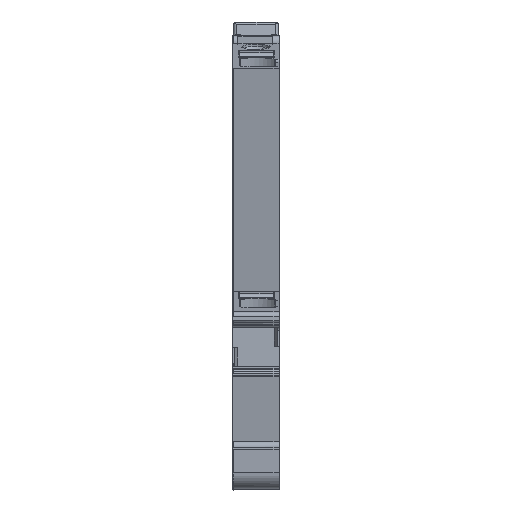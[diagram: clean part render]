
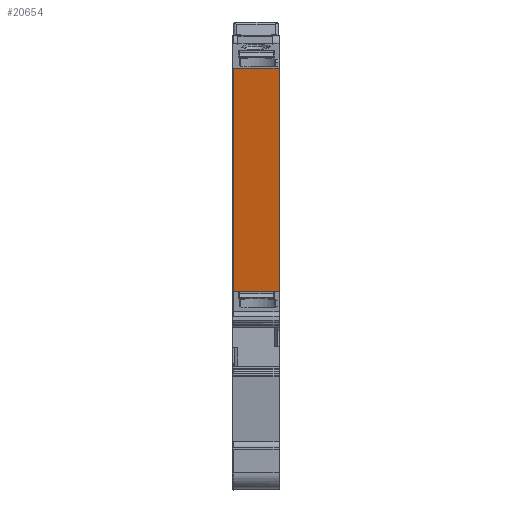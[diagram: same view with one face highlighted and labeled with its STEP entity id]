
A CAD part, front view. The second image highlights one B-rep face of the part: STEP entity #20654.
In plain terms, the highlighted planar face has unit normal (0, -0.983, -0.183).
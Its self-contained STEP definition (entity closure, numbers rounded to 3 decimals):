
#20641=AXIS2_PLACEMENT_3D('Plane Axis2P3D',#20638,#20639,#20640) ;
#5057=CARTESIAN_POINT('Vertex',(5.1,9.276,46.554)) ;
#5060=CARTESIAN_POINT('Line Origine',(5.1,11.569,34.227)) ;
#5064=CARTESIAN_POINT('Vertex',(5.1,13.861,21.9)) ;
#15365=CARTESIAN_POINT('Vertex',(0.05,13.861,21.9)) ;
#15391=CARTESIAN_POINT('Control Point',(0.05,9.276,46.554)) ;
#15392=CARTESIAN_POINT('Control Point',(0.05,10.193,41.623)) ;
#15393=CARTESIAN_POINT('Control Point',(0.05,11.11,36.692)) ;
#15394=CARTESIAN_POINT('Control Point',(0.05,12.027,31.762)) ;
#15395=CARTESIAN_POINT('Control Point',(0.05,12.944,26.831)) ;
#15396=CARTESIAN_POINT('Control Point',(0.05,13.861,21.9)) ;
#15397=CARTESIAN_POINT('Vertex',(0.05,9.276,46.554)) ;
#15412=CARTESIAN_POINT('Line Origine',(2.575,9.276,46.554)) ;
#20638=CARTESIAN_POINT('Axis2P3D Location',(0.,13.861,21.9)) ;
#20643=CARTESIAN_POINT('Line Origine',(2.575,13.861,21.9)) ;
#5061=DIRECTION('Vector Direction',(0.,-0.183,0.983)) ;
#15413=DIRECTION('Vector Direction',(1.,0.,0.)) ;
#20639=DIRECTION('Axis2P3D Direction',(0.,0.983,0.183)) ;
#20640=DIRECTION('Axis2P3D XDirection',(0.,-0.183,0.983)) ;
#20644=DIRECTION('Vector Direction',(1.,0.,0.)) ;
#5062=VECTOR('Line Direction',#5061,1.) ;
#15414=VECTOR('Line Direction',#15413,1.) ;
#20645=VECTOR('Line Direction',#20644,1.) ;
#20649=ORIENTED_EDGE('',*,*,#15399,.F.) ;
#20650=ORIENTED_EDGE('',*,*,#20647,.T.) ;
#20651=ORIENTED_EDGE('',*,*,#5066,.T.) ;
#20652=ORIENTED_EDGE('',*,*,#15416,.F.) ;
#20654=ADVANCED_FACE('MLD',(#20653),#20642,.F.) ;
#15390=B_SPLINE_CURVE_WITH_KNOTS('',5,(#15391,#15392,#15393,#15394,#15395,#15396),.UNSPECIFIED.,.F.,.U.,(6,6),(0.,25.077),.UNSPECIFIED.) ;
#5066=EDGE_CURVE('',#5065,#5058,#5063,.T.) ;
#15399=EDGE_CURVE('',#15366,#15398,#15390,.F.) ;
#15416=EDGE_CURVE('',#15398,#5058,#15415,.T.) ;
#20647=EDGE_CURVE('',#15366,#5065,#20646,.T.) ;
#20648=EDGE_LOOP('',(#20649,#20650,#20651,#20652)) ;
#20653=FACE_OUTER_BOUND('',#20648,.T.) ;
#5063=LINE('Line',#5060,#5062) ;
#15415=LINE('Line',#15412,#15414) ;
#20646=LINE('Line',#20643,#20645) ;
#20642=PLANE('',#20641) ;
#5058=VERTEX_POINT('',#5057) ;
#5065=VERTEX_POINT('',#5064) ;
#15366=VERTEX_POINT('',#15365) ;
#15398=VERTEX_POINT('',#15397) ;
